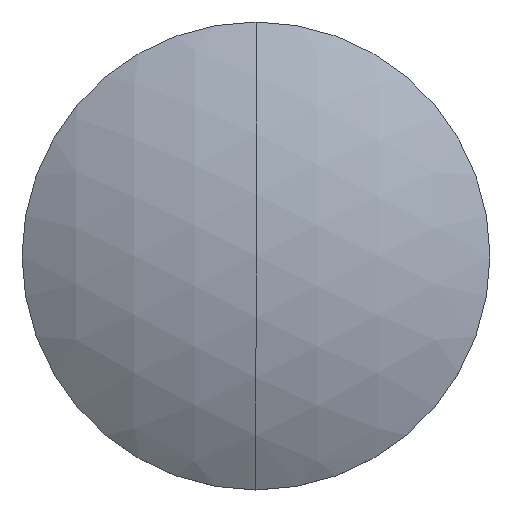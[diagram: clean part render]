
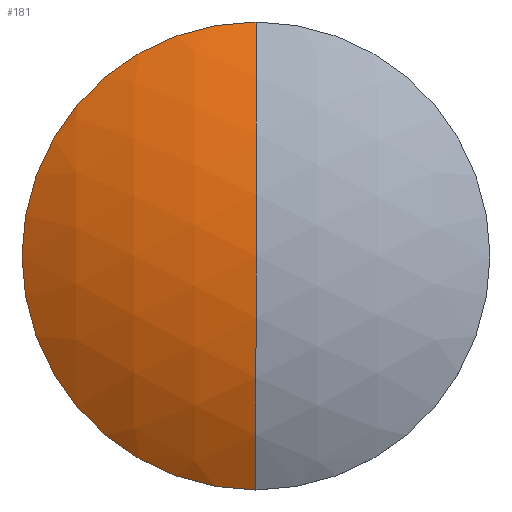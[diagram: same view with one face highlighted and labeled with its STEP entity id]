
A CAD part, top view. The second image highlights one B-rep face of the part: STEP entity #181.
In plain terms, the highlighted spherical face has radius 47.87 mm.
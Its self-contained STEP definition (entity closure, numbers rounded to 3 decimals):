
#1 = DIRECTION ( 'NONE',  ( 1., 0., 0. ) ) ;
#25 = CARTESIAN_POINT ( 'NONE',  ( -25.4, 0., -2.282 ) ) ;
#50 = VERTEX_POINT ( 'NONE', #25 ) ;
#61 = ORIENTED_EDGE ( 'NONE', *, *, #171, .F. ) ;
#96 = DIRECTION ( 'NONE',  ( 0., 0., 1. ) ) ;
#97 = CARTESIAN_POINT ( 'NONE',  ( 0., 0., -2.282 ) ) ;
#98 = AXIS2_PLACEMENT_3D ( 'NONE', #97, #96, #1 ) ;
#99 = CIRCLE ( 'NONE', #98, 25.4 ) ;
#100 = CARTESIAN_POINT ( 'NONE',  ( 0., 0., 5.012 ) ) ;
#101 = DIRECTION ( 'NONE',  ( 0., -1., 0. ) ) ;
#102 = DIRECTION ( 'NONE',  ( -1., 0., 0. ) ) ;
#103 = CARTESIAN_POINT ( 'NONE',  ( 0., 0., -42.858 ) ) ;
#104 = AXIS2_PLACEMENT_3D ( 'NONE', #103, #102, #101 ) ;
#109 = CIRCLE ( 'NONE', #104, 47.87 ) ;
#157 = DIRECTION ( 'NONE',  ( 0., 0., -1. ) ) ;
#158 = DIRECTION ( 'NONE',  ( 1., 0., 0. ) ) ;
#159 = CARTESIAN_POINT ( 'NONE',  ( 0., 0., -42.858 ) ) ;
#160 = AXIS2_PLACEMENT_3D ( 'NONE', #159, #158, #157 ) ;
#161 = CIRCLE ( 'NONE', #160, 47.87 ) ;
#171 = EDGE_CURVE ( 'NONE', #186, #176, #161, .T. ) ;
#174 = ORIENTED_EDGE ( 'NONE', *, *, #175, .T. ) ;
#175 = EDGE_CURVE ( 'NONE', #180, #176, #109, .T. ) ;
#176 = VERTEX_POINT ( 'NONE', #100 ) ;
#177 = ORIENTED_EDGE ( 'NONE', *, *, #178, .T. ) ;
#178 = EDGE_CURVE ( 'NONE', #50, #180, #99, .T. ) ;
#179 = ORIENTED_EDGE ( 'NONE', *, *, #189, .T. ) ;
#180 = VERTEX_POINT ( 'NONE', #241 ) ;
#181 = ADVANCED_FACE ( 'NONE', ( #240 ), #224, .T. ) ;
#184 = EDGE_LOOP ( 'NONE', ( #179, #177, #174, #61 ) ) ;
#186 = VERTEX_POINT ( 'NONE', #215 ) ;
#189 = EDGE_CURVE ( 'NONE', #186, #50, #316, .T. ) ;
#215 = CARTESIAN_POINT ( 'NONE',  ( 0., 25.4, -2.282 ) ) ;
#220 = DIRECTION ( 'NONE',  ( 0., 1., 0. ) ) ;
#221 = DIRECTION ( 'NONE',  ( -1., 0., 0. ) ) ;
#222 = CARTESIAN_POINT ( 'NONE',  ( 0., 0., -42.858 ) ) ;
#223 = AXIS2_PLACEMENT_3D ( 'NONE', #222, #221, #220 ) ;
#224 = SPHERICAL_SURFACE ( 'NONE', #223, 47.87 ) ;
#240 = FACE_OUTER_BOUND ( 'NONE', #184, .T. ) ;
#241 = CARTESIAN_POINT ( 'NONE',  ( 0., -25.4, -2.282 ) ) ;
#313 = DIRECTION ( 'NONE',  ( 1., 0., 0. ) ) ;
#314 = DIRECTION ( 'NONE',  ( 0., 0., 1. ) ) ;
#315 = AXIS2_PLACEMENT_3D ( 'NONE', #322, #314, #313 ) ;
#316 = CIRCLE ( 'NONE', #315, 25.4 ) ;
#322 = CARTESIAN_POINT ( 'NONE',  ( 0., 0., -2.282 ) ) ;
